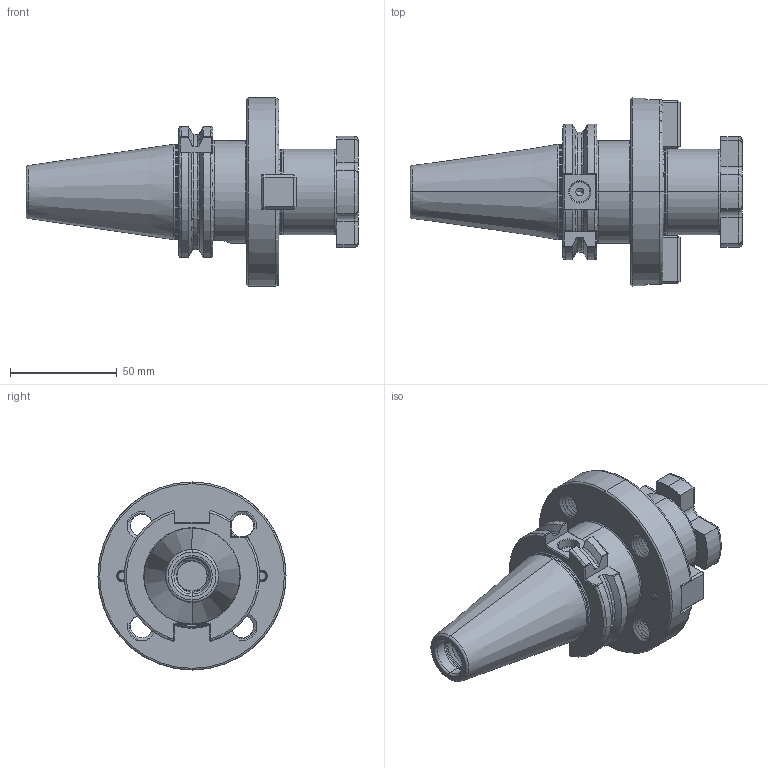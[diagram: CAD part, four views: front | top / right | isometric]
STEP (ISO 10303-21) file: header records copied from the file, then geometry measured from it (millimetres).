
FILE_DESCRIPTION (( 'STEP AP203' ), '1' );
FILE_NAME ('403.11.40.STEP', '2016-07-23T05:41:22', ( '' ), ( '' ), 'SwSTEP 2.0', 'SolidWorks 2012', '' );
FILE_SCHEMA (( 'CONFIG_CONTROL_DESIGN' ));
Length unit declared in the file: millimetre
Products named in the file (5): 十字螺絲FMB40; 面銑刀墊塊40; 102.11.32_M5xP0.8-14L; 403.11.40
Assembly tree (6 placements, depth 2):
  403.11.40
    403.11.40
    102.11.32_M5xP0.8-14L  x2
    面銑刀墊塊40  x2
    十字螺絲FMB40
Bounding box: 155.4 x 88 x 88 mm (x, y, z)
Volume: 255362.3 mm3; surface area: 62815.8 mm2
Topology: 6 solids, 6 shells, 643 faces, 1667 edges, 1042 vertices
Faces by surface type: cylinder 299, plane 152, cone 73, torus 66, bspline 53
Entity records: 40464 total; most frequent: CARTESIAN_POINT 28123, ORIENTED_EDGE 2846, DIRECTION 2096, EDGE_CURVE 1423, VERTEX_POINT 897, AXIS2_PLACEMENT_3D 797, EDGE_LOOP 568, FACE_OUTER_BOUND 543
